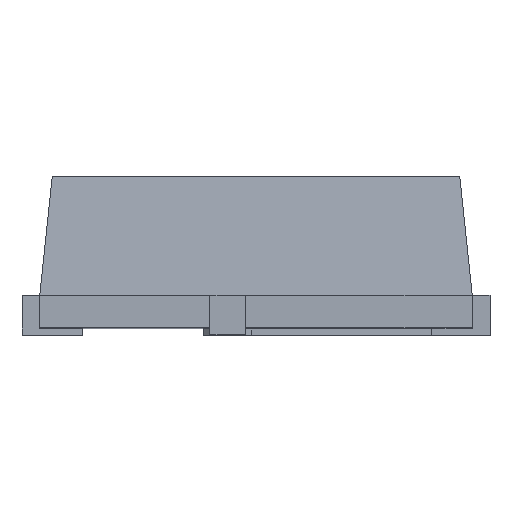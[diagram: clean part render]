
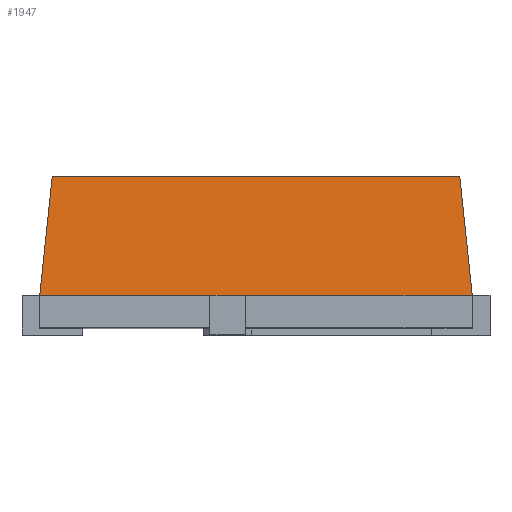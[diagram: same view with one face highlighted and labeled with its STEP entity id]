
A CAD part, top view. The second image highlights one B-rep face of the part: STEP entity #1947.
In plain terms, the highlighted planar face has unit normal (0, 0.104, 0.995).
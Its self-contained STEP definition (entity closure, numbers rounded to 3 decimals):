
#39 = VECTOR ( 'NONE', #2052, 1000. ) ;
#133 = ORIENTED_EDGE ( 'NONE', *, *, #170, .T. ) ;
#135 = CARTESIAN_POINT ( 'NONE',  ( -1.525, 0.28, 1.525 ) ) ;
#170 = EDGE_CURVE ( 'NONE', #2622, #3307, #691, .T. ) ;
#463 = CARTESIAN_POINT ( 'NONE',  ( -1.437, 1.12, 1.437 ) ) ;
#481 = DIRECTION ( 'NONE',  ( 1., 0., 0. ) ) ;
#550 = CARTESIAN_POINT ( 'NONE',  ( -1.525, 1.12, 1.437 ) ) ;
#594 = VERTEX_POINT ( 'NONE', #463 ) ;
#614 = VECTOR ( 'NONE', #1662, 1000. ) ;
#681 = CARTESIAN_POINT ( 'NONE',  ( -1.525, 0.28, 1.525 ) ) ;
#691 = LINE ( 'NONE', #2260, #614 ) ;
#697 = EDGE_LOOP ( 'NONE', ( #2875, #2213, #1815, #2527, #133, #3435 ) ) ;
#741 = DIRECTION ( 'NONE',  ( 0.104, -0.989, 0.104 ) ) ;
#891 = CARTESIAN_POINT ( 'NONE',  ( 1.525, 0.28, 1.525 ) ) ;
#927 = LINE ( 'NONE', #891, #39 ) ;
#989 = LINE ( 'NONE', #681, #1687 ) ;
#1008 = VECTOR ( 'NONE', #481, 1000. ) ;
#1009 = DIRECTION ( 'NONE',  ( 1., 0., 0. ) ) ;
#1133 = CARTESIAN_POINT ( 'NONE',  ( -0.325, 0.28, 1.525 ) ) ;
#1155 = CARTESIAN_POINT ( 'NONE',  ( -1.525, 0.28, 1.525 ) ) ;
#1443 = FACE_OUTER_BOUND ( 'NONE', #697, .T. ) ;
#1558 = DIRECTION ( 'NONE',  ( -0.104, -0.989, 0.104 ) ) ;
#1662 = DIRECTION ( 'NONE',  ( 1., 0., 0. ) ) ;
#1687 = VECTOR ( 'NONE', #1558, 1000. ) ;
#1703 = LINE ( 'NONE', #3106, #2300 ) ;
#1784 = CARTESIAN_POINT ( 'NONE',  ( 1.525, 0.28, 1.525 ) ) ;
#1815 = ORIENTED_EDGE ( 'NONE', *, *, #3369, .T. ) ;
#1830 = CARTESIAN_POINT ( 'NONE',  ( -0.075, 0.28, 1.525 ) ) ;
#1839 = EDGE_CURVE ( 'NONE', #594, #2103, #3168, .T. ) ;
#1844 = LINE ( 'NONE', #135, #1980 ) ;
#1947 = ADVANCED_FACE ( 'NONE', ( #1443 ), #2630, .T. ) ;
#1950 = EDGE_CURVE ( 'NONE', #2216, #2622, #1844, .T. ) ;
#1980 = VECTOR ( 'NONE', #1009, 1000. ) ;
#2052 = DIRECTION ( 'NONE',  ( 1., 0., 0. ) ) ;
#2103 = VERTEX_POINT ( 'NONE', #2546 ) ;
#2213 = ORIENTED_EDGE ( 'NONE', *, *, #3455, .T. ) ;
#2216 = VERTEX_POINT ( 'NONE', #1133 ) ;
#2231 = AXIS2_PLACEMENT_3D ( 'NONE', #1155, #2334, #3349 ) ;
#2260 = CARTESIAN_POINT ( 'NONE',  ( 1.525, 0.28, 1.525 ) ) ;
#2300 = VECTOR ( 'NONE', #741, 1000. ) ;
#2334 = DIRECTION ( 'NONE',  ( 0., 0.105, 0.995 ) ) ;
#2488 = EDGE_CURVE ( 'NONE', #2103, #3307, #1703, .T. ) ;
#2498 = CARTESIAN_POINT ( 'NONE',  ( -1.525, 0.28, 1.525 ) ) ;
#2527 = ORIENTED_EDGE ( 'NONE', *, *, #1950, .T. ) ;
#2546 = CARTESIAN_POINT ( 'NONE',  ( 1.437, 1.12, 1.437 ) ) ;
#2622 = VERTEX_POINT ( 'NONE', #1830 ) ;
#2630 = PLANE ( 'NONE',  #2231 ) ;
#2744 = VERTEX_POINT ( 'NONE', #2498 ) ;
#2875 = ORIENTED_EDGE ( 'NONE', *, *, #1839, .F. ) ;
#3106 = CARTESIAN_POINT ( 'NONE',  ( 1.525, 0.28, 1.525 ) ) ;
#3168 = LINE ( 'NONE', #550, #1008 ) ;
#3307 = VERTEX_POINT ( 'NONE', #1784 ) ;
#3349 = DIRECTION ( 'NONE',  ( 0., -0.995, 0.105 ) ) ;
#3369 = EDGE_CURVE ( 'NONE', #2744, #2216, #927, .T. ) ;
#3435 = ORIENTED_EDGE ( 'NONE', *, *, #2488, .F. ) ;
#3455 = EDGE_CURVE ( 'NONE', #594, #2744, #989, .T. ) ;
